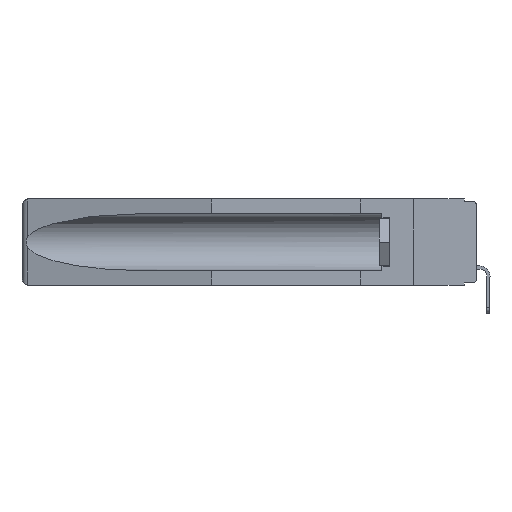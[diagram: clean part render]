
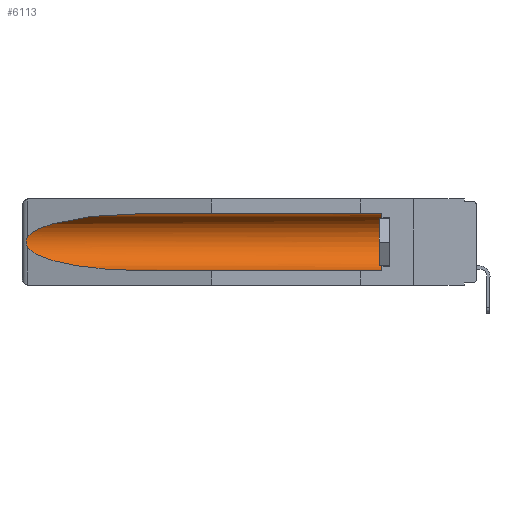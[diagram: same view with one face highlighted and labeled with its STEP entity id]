
A CAD part, left-side view. The second image highlights one B-rep face of the part: STEP entity #6113.
In plain terms, the highlighted cylindrical face has radius 2.857 mm (diameter 5.715 mm), a partial arc.
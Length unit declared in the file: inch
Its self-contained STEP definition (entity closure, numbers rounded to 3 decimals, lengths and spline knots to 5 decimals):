
#646 = ORIENTED_EDGE ( 'NONE', *, *, #16478, .T. ) ;
#1493 = ORIENTED_EDGE ( 'NONE', *, *, #19591, .T. ) ;
#1999 = CARTESIAN_POINT ( 'NONE',  ( 0.2673, 1.53269, -0.17917 ) ) ;
#2255 = CARTESIAN_POINT ( 'NONE',  ( 0.2675, 1.53308, -0.17534 ) ) ;
#2565 = CARTESIAN_POINT ( 'NONE',  ( 0.21114, 1.30732, -0.284 ) ) ;
#3494 = CIRCLE ( 'NONE', #23058, 0.1125 ) ;
#3540 = CYLINDRICAL_SURFACE ( 'NONE', #25828, 0.1125 ) ;
#3553 = CARTESIAN_POINT ( 'NONE',  ( 0.155, 1.07973, -0.059 ) ) ;
#4194 = FACE_OUTER_BOUND ( 'NONE', #24491, .T. ) ;
#4625 = ORIENTED_EDGE ( 'NONE', *, *, #20744, .T. ) ;
#5275 = EDGE_CURVE ( 'NONE', #7673, #20282, #24335, .T. ) ;
#5372 = DIRECTION ( 'NONE',  ( 0., -1., 0. ) ) ;
#5983 = CARTESIAN_POINT ( 'NONE',  ( 0.26655, 1.53094, -0.18657 ) ) ;
#6066 = CARTESIAN_POINT ( 'NONE',  ( 0.2673, 1.5327, -0.16383 ) ) ;
#6113 = ADVANCED_FACE ( 'NONE', ( #4194 ), #3540, .F. ) ;
#6265 = CARTESIAN_POINT ( 'NONE',  ( 0.26537, 1.52718, -0.14972 ) ) ;
#6428 = CARTESIAN_POINT ( 'NONE',  ( 0.21114, 1.30732, -0.059 ) ) ;
#7454 = EDGE_CURVE ( 'NONE', #15707, #21167, #12352, .T. ) ;
#7673 = VERTEX_POINT ( 'NONE', #3553 ) ;
#8368 = CARTESIAN_POINT ( 'NONE',  ( 0.26654, 1.53092, -0.15636 ) ) ;
#8593 = CARTESIAN_POINT ( 'NONE',  ( 0.155, 1.07973, -0.284 ) ) ;
#8860 = CARTESIAN_POINT ( 'NONE',  ( 0.155, 1.07973, -0.284 ) ) ;
#8992 = CARTESIAN_POINT ( 'NONE',  ( 0.155, -0.30754, -0.284 ) ) ;
#9161 = DIRECTION ( 'NONE',  ( 0., 0., 1. ) ) ;
#10126 = VERTEX_POINT ( 'NONE', #10772 ) ;
#10772 = CARTESIAN_POINT ( 'NONE',  ( 0.155, 0.126, -0.059 ) ) ;
#11028 = CARTESIAN_POINT ( 'NONE',  ( 0.155, -0.30754, -0.1715 ) ) ;
#11338 = DIRECTION ( 'NONE',  ( 0., 1., 0. ) ) ;
#12052 = VECTOR ( 'NONE', #21095, 39.37008 ) ;
#12126 = ORIENTED_EDGE ( 'NONE', *, *, #12616, .T. ) ;
#12352 = LINE ( 'NONE', #8992, #12052 ) ;
#12616 = EDGE_CURVE ( 'NONE', #20282, #14520, #16658, .T. ) ;
#12822 = CARTESIAN_POINT ( 'NONE',  ( 0.26537, 1.52718, -0.19328 ) ) ;
#12905 = CARTESIAN_POINT ( 'NONE',  ( 0.25451, 1.48313, -0.24835 ) ) ;
#13081 =( BOUNDED_CURVE ( )  B_SPLINE_CURVE ( 3, ( #12822, #12905, #2565, #8860 ),
 .UNSPECIFIED., .F., .T. ) 
 B_SPLINE_CURVE_WITH_KNOTS ( ( 4, 4 ),
 ( 0.1948, 1.5708 ),
 .UNSPECIFIED. ) 
 CURVE ( )  GEOMETRIC_REPRESENTATION_ITEM ( )  RATIONAL_B_SPLINE_CURVE ( ( 1., 0.848, 0.848, 1. ) ) 
 REPRESENTATION_ITEM ( '' )  );
#13241 = DIRECTION ( 'NONE',  ( 0., 0., 1. ) ) ;
#14367 = CARTESIAN_POINT ( 'NONE',  ( 0.2675, 1.53308, -0.16763 ) ) ;
#14475 = CARTESIAN_POINT ( 'NONE',  ( 0.25451, 1.48313, -0.09465 ) ) ;
#14520 = VERTEX_POINT ( 'NONE', #24897 ) ;
#14965 = DIRECTION ( 'NONE',  ( 0., 1., 0. ) ) ;
#15707 = VERTEX_POINT ( 'NONE', #16833 ) ;
#16478 = EDGE_CURVE ( 'NONE', #14520, #21167, #13081, .T. ) ;
#16658 = B_SPLINE_CURVE_WITH_KNOTS ( 'NONE', 3,
 ( #24256, #24169, #8368, #6066, #14367, #2255, #1999, #5983, #20226, #20408 ),
 .UNSPECIFIED., .F., .F.,
 ( 4, 2, 2, 2, 4 ),
 ( 0., 0.00029, 0.00058, 0.00087, 0.00117 ),
 .UNSPECIFIED. ) ;
#16833 = CARTESIAN_POINT ( 'NONE',  ( 0.155, 0.126, -0.284 ) ) ;
#19294 = CARTESIAN_POINT ( 'NONE',  ( 0.155, 0.126, -0.1715 ) ) ;
#19591 = EDGE_CURVE ( 'NONE', #15707, #10126, #3494, .T. ) ;
#20226 = CARTESIAN_POINT ( 'NONE',  ( 0.26597, 1.5296, -0.19026 ) ) ;
#20282 = VERTEX_POINT ( 'NONE', #21709 ) ;
#20408 = CARTESIAN_POINT ( 'NONE',  ( 0.26537, 1.52718, -0.19328 ) ) ;
#20744 = EDGE_CURVE ( 'NONE', #10126, #7673, #21082, .T. ) ;
#21063 = CARTESIAN_POINT ( 'NONE',  ( 0.155, -0.30754, -0.059 ) ) ;
#21082 = LINE ( 'NONE', #21063, #23888 ) ;
#21095 = DIRECTION ( 'NONE',  ( 0., 1., 0. ) ) ;
#21167 = VERTEX_POINT ( 'NONE', #8593 ) ;
#21709 = CARTESIAN_POINT ( 'NONE',  ( 0.26537, 1.52718, -0.14972 ) ) ;
#21924 = ORIENTED_EDGE ( 'NONE', *, *, #7454, .F. ) ;
#22268 = CARTESIAN_POINT ( 'NONE',  ( 0.155, 1.07973, -0.059 ) ) ;
#22389 = ORIENTED_EDGE ( 'NONE', *, *, #5275, .T. ) ;
#23058 = AXIS2_PLACEMENT_3D ( 'NONE', #19294, #5372, #13241 ) ;
#23888 = VECTOR ( 'NONE', #11338, 39.37008 ) ;
#24169 = CARTESIAN_POINT ( 'NONE',  ( 0.26597, 1.52961, -0.15275 ) ) ;
#24256 = CARTESIAN_POINT ( 'NONE',  ( 0.26537, 1.52718, -0.14972 ) ) ;
#24335 =( BOUNDED_CURVE ( )  B_SPLINE_CURVE ( 3, ( #22268, #6428, #14475, #6265 ),
 .UNSPECIFIED., .F., .F. ) 
 B_SPLINE_CURVE_WITH_KNOTS ( ( 4, 4 ),
 ( 4.71239, 6.08839 ),
 .UNSPECIFIED. ) 
 CURVE ( )  GEOMETRIC_REPRESENTATION_ITEM ( )  RATIONAL_B_SPLINE_CURVE ( ( 1., 0.848, 0.848, 1. ) ) 
 REPRESENTATION_ITEM ( '' )  );
#24491 = EDGE_LOOP ( 'NONE', ( #22389, #12126, #646, #21924, #1493, #4625 ) ) ;
#24897 = CARTESIAN_POINT ( 'NONE',  ( 0.26537, 1.52718, -0.19328 ) ) ;
#25828 = AXIS2_PLACEMENT_3D ( 'NONE', #11028, #14965, #9161 ) ;
